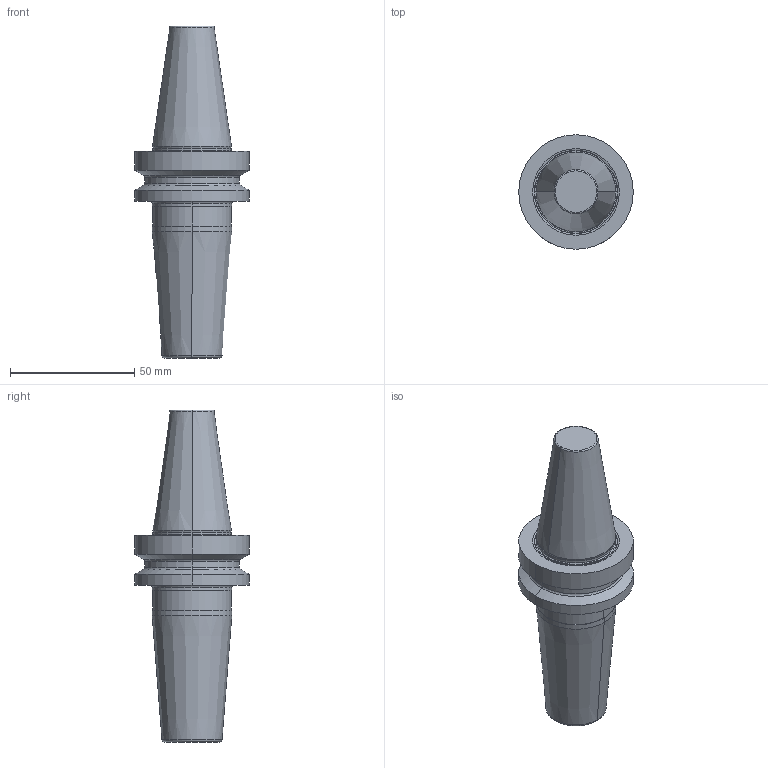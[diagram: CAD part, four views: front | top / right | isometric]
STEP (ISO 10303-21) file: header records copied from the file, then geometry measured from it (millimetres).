
FILE_DESCRIPTION((''),'2;1');
FILE_NAME('30338728','2019-07-31T13:54:20',('bahnemannr'),(''),'CREO PARAMETRIC BY PTC INC, 2018300','CREO PARAMETRIC BY PTC INC, 2018300','');
FILE_SCHEMA(('AP242_MANAGED_MODEL_BASED_3D_ENGINEERING_MIM_LF { 1 0 10303 442 1 1 4 }'));
Length unit declared in the file: millimetre
Products named in the file (1): 30338728
Bounding box: 46 x 46 x 133.4 mm (x, y, z)
Volume: 91368 mm3; surface area: 17183.9 mm2
Topology: 1 solids, 1 shells, 54 faces, 106 edges, 60 vertices
Faces by surface type: torus 18, cylinder 16, cone 12, plane 8
Entity records: 2350 total; most frequent: DIRECTION 310, CARTESIAN_POINT 232, ORIENTED_EDGE 212, AXIS2_PLACEMENT_3D 140, PRESENTATION_STYLE_ASSIGNMENT 112, STYLED_ITEM 112, CURVE_STYLE 111, EDGE_CURVE 106
